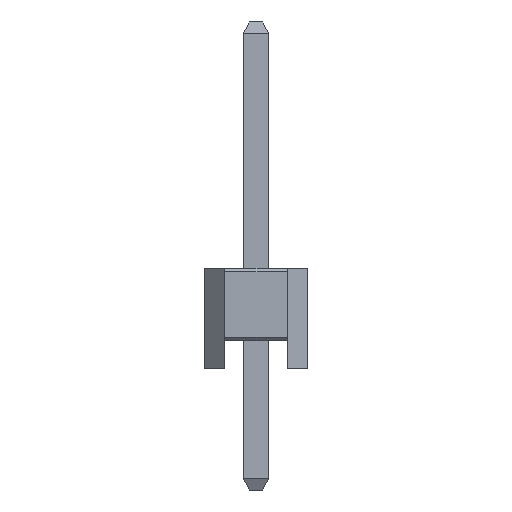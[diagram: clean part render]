
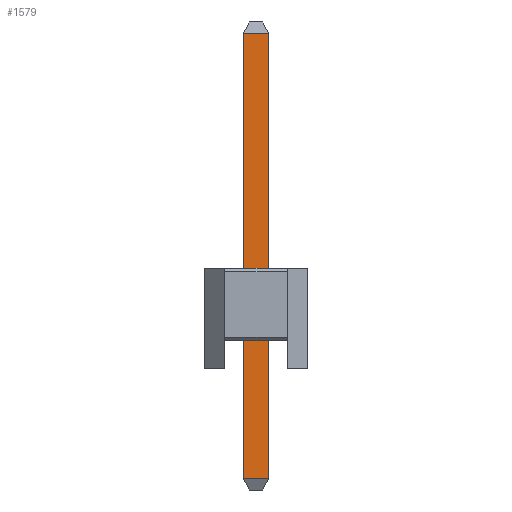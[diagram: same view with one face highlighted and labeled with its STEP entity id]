
A CAD part, left-side view. The second image highlights one B-rep face of the part: STEP entity #1579.
In plain terms, the highlighted planar face has unit normal (-1, 0, 0).
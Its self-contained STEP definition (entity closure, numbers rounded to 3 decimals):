
#1579=ADVANCED_FACE('',(#2613),#2615,.T.);
#2613=FACE_BOUND('',#2614,.T.);
#2614=EDGE_LOOP('',(#3308,#3309,#3310,#3311));
#2615=PLANE('',#2616);
#2616=AXIS2_PLACEMENT_3D('',#2617,#2618,#2619);
#2617=CARTESIAN_POINT('',(-0.32,0.32,-3.));
#2618=DIRECTION('',(-1.,0.,0.));
#2619=DIRECTION('',(0.,-1.,0.));
#3308=ORIENTED_EDGE('',*,*,#3664,.F.);
#3309=ORIENTED_EDGE('',*,*,#3663,.F.);
#3310=ORIENTED_EDGE('',*,*,#3665,.T.);
#3311=ORIENTED_EDGE('',*,*,#3666,.T.);
#3663=EDGE_CURVE('',#4165,#4161,#4167,.T.);
#3664=EDGE_CURVE('',#4161,#4168,#4169,.T.);
#3665=EDGE_CURVE('',#4165,#4170,#4171,.T.);
#3666=EDGE_CURVE('',#4170,#4168,#4172,.T.);
#4161=VERTEX_POINT('',#5277);
#4165=VERTEX_POINT('',#5285);
#4167=LINE('',#5289,#5290);
#4168=VERTEX_POINT('',#5292);
#4169=LINE('',#5293,#5294);
#4170=VERTEX_POINT('',#5296);
#4171=LINE('',#5297,#5298);
#4172=LINE('',#5300,#5301);
#5277=CARTESIAN_POINT('',(-0.32,0.32,8.323));
#5285=CARTESIAN_POINT('',(-0.32,0.32,-2.723));
#5289=CARTESIAN_POINT('',(-0.32,0.32,-2.723));
#5290=VECTOR('',#5291,1.);
#5291=DIRECTION('',(0.,0.,1.));
#5292=CARTESIAN_POINT('',(-0.32,-0.32,8.323));
#5293=CARTESIAN_POINT('',(-0.32,0.32,8.323));
#5294=VECTOR('',#5295,1.);
#5295=DIRECTION('',(0.,-1.,0.));
#5296=CARTESIAN_POINT('',(-0.32,-0.32,-2.723));
#5297=CARTESIAN_POINT('',(-0.32,0.32,-2.723));
#5298=VECTOR('',#5299,1.);
#5299=DIRECTION('',(0.,-1.,0.));
#5300=CARTESIAN_POINT('',(-0.32,-0.32,-2.723));
#5301=VECTOR('',#5302,1.);
#5302=DIRECTION('',(0.,0.,1.));
